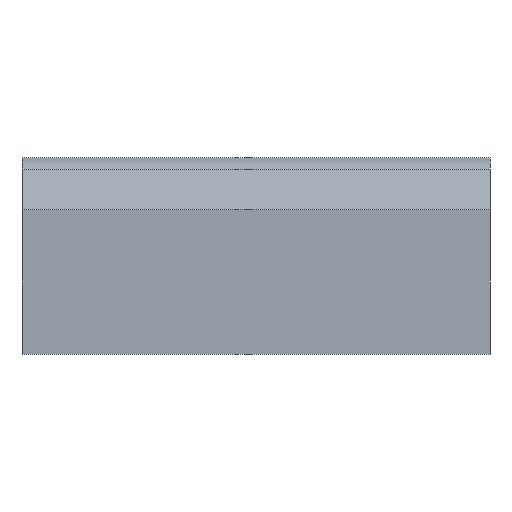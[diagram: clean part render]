
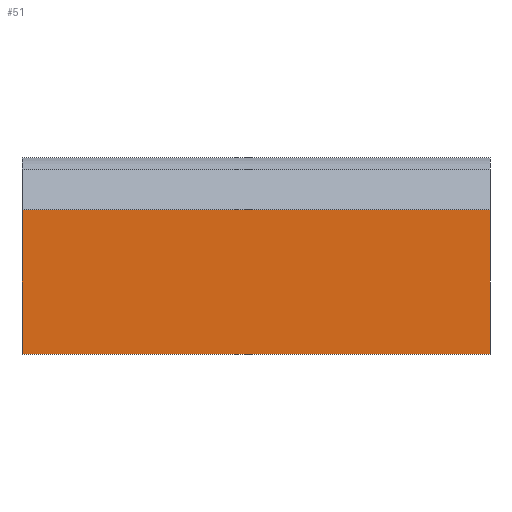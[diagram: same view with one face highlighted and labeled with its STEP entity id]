
A CAD part, front view. The second image highlights one B-rep face of the part: STEP entity #51.
In plain terms, the highlighted planar face has unit normal (0, -1, 0).
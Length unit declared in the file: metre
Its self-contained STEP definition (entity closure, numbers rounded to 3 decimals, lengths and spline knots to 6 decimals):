
#51=ADVANCED_FACE('0:39',(#109),#110,.T.);
#109=FACE_OUTER_BOUND('',#171,.T.);
#110=PLANE('',#172);
#171=EDGE_LOOP('',(#247,#248,#249,#250));
#172=AXIS2_PLACEMENT_3D('',#251,#252,#253);
#247=ORIENTED_EDGE('',*,*,#404,.T.);
#248=ORIENTED_EDGE('',*,*,#399,.T.);
#249=ORIENTED_EDGE('',*,*,#405,.F.);
#250=ORIENTED_EDGE('',*,*,#406,.T.);
#251=CARTESIAN_POINT('',(0.0,-0.00315,0.0));
#252=DIRECTION('',(0.0,-1.0,0.0));
#253=DIRECTION('',(0.0,0.0,-1.0));
#399=EDGE_CURVE('0:117',#478,#479,#480,.T.);
#404=EDGE_CURVE('0:129',#487,#478,#488,.T.);
#405=EDGE_CURVE('0:132',#489,#479,#490,.T.);
#406=EDGE_CURVE('0:135',#489,#487,#491,.T.);
#478=VERTEX_POINT('',#589);
#479=VERTEX_POINT('',#590);
#480=LINE('',#591,#592);
#487=VERTEX_POINT('',#602);
#488=LINE('',#603,#604);
#489=VERTEX_POINT('',#605);
#490=LINE('',#606,#607);
#491=LINE('',#608,#609);
#589=CARTESIAN_POINT('',(0.001575,-0.00315,0.00097));
#590=CARTESIAN_POINT('',(-0.001575,-0.00315,0.00097));
#591=CARTESIAN_POINT('',(0.0,-0.00315,0.00097));
#592=VECTOR('',#700,1.0);
#602=CARTESIAN_POINT('',(0.001575,-0.00315,0.0));
#603=CARTESIAN_POINT('',(0.001575,-0.00315,0.0));
#604=VECTOR('',#704,1.0);
#605=CARTESIAN_POINT('',(-0.001575,-0.00315,0.0));
#606=CARTESIAN_POINT('',(-0.001575,-0.00315,0.0));
#607=VECTOR('',#705,1.0);
#608=CARTESIAN_POINT('',(0.0,-0.00315,0.0));
#609=VECTOR('',#706,1.0);
#700=DIRECTION('',(-1.0,0.0,0.0));
#704=DIRECTION('',(0.0,0.0,1.0));
#705=DIRECTION('',(0.0,0.0,1.0));
#706=DIRECTION('',(1.0,0.0,0.0));
